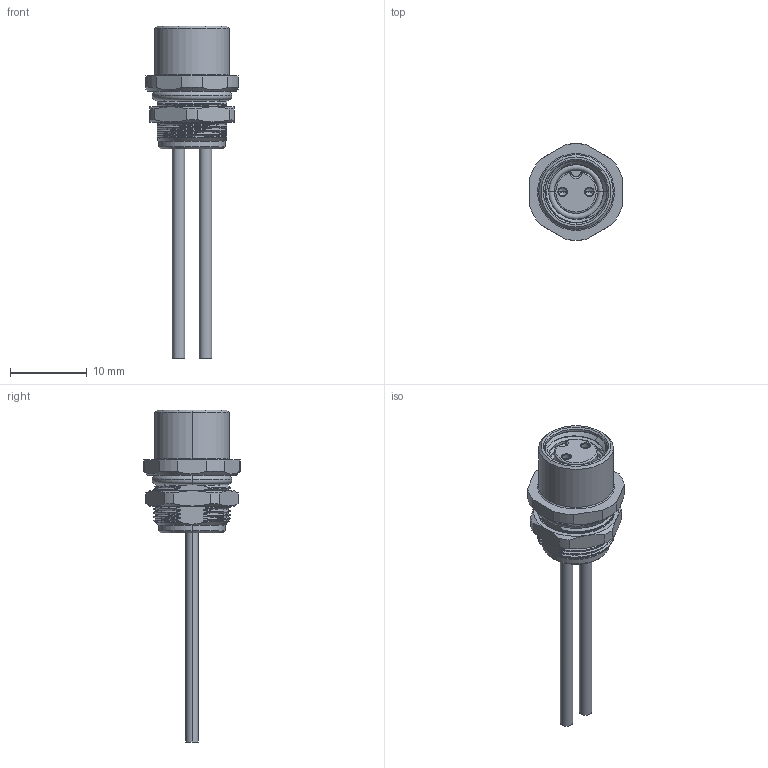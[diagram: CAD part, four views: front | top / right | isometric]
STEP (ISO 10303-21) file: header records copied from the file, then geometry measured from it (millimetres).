
FILE_DESCRIPTION((''),'2;1');
FILE_NAME('3P-K1332','2025-09-17T',('gongchengVI'),(''),'PRO/ENGINEER BY PARAMETRIC TECHNOLOGY CORPORATION, 2010280','PRO/ENGINEER BY PARAMETRIC TECHNOLOGY CORPORATION, 2010280','');
FILE_SCHEMA(('CONFIG_CONTROL_DESIGN'));
Length unit declared in the file: millimetre
Products named in the file (1): 3P-K1332
Bounding box: 12 x 12.6 x 43.2 mm (x, y, z)
Volume: 294.1 mm3; surface area: 2559 mm2
Topology: 1 solids, 10 shells, 405 faces, 998 edges, 631 vertices
Faces by surface type: cylinder 137, plane 112, bspline 73, cone 63, torus 20
Entity records: 24226 total; most frequent: CARTESIAN_POINT 15108, ORIENTED_EDGE 1980, DIRECTION 1717, EDGE_CURVE 990, AXIS2_PLACEMENT_3D 669, VERTEX_POINT 631, EDGE_LOOP 447, FACE_OUTER_BOUND 405
